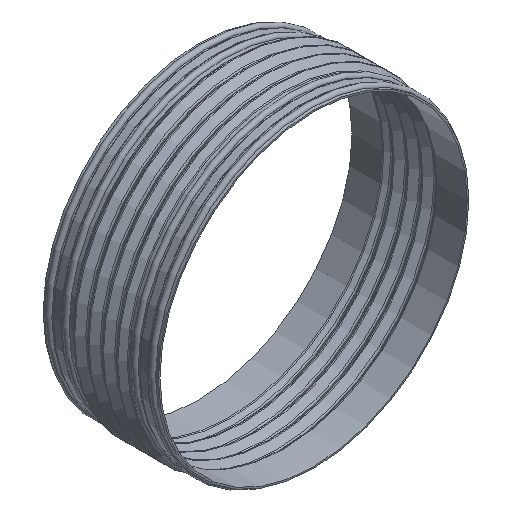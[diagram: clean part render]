
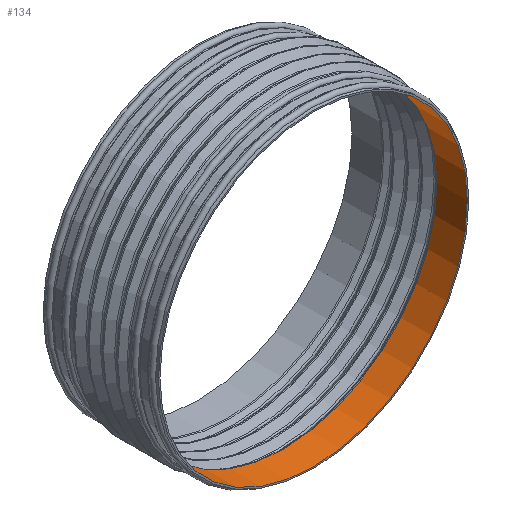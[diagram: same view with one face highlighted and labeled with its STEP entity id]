
A CAD part, isometric view. The second image highlights one B-rep face of the part: STEP entity #134.
In plain terms, the highlighted cylindrical face has radius 200 mm (diameter 400 mm), a full revolution.
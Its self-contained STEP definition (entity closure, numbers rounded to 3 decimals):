
#134 = ADVANCED_FACE( '', ( #348, #349 ), #350, .F. );
#348 = FACE_OUTER_BOUND( '', #695, .T. );
#349 = FACE_OUTER_BOUND( '', #696, .T. );
#350 = CYLINDRICAL_SURFACE( '', #697, 200. );
#695 = EDGE_LOOP( '', ( #1081 ) );
#696 = EDGE_LOOP( '', ( #1082 ) );
#697 = AXIS2_PLACEMENT_3D( '', #1083, #1084, #1085 );
#1081 = ORIENTED_EDGE( '', *, *, #1767, .T. );
#1082 = ORIENTED_EDGE( '', *, *, #1768, .F. );
#1083 = CARTESIAN_POINT( '', ( 0., 0., 0. ) );
#1084 = DIRECTION( '', ( 0., 1., 0. ) );
#1085 = DIRECTION( '', ( 0., 0., -1. ) );
#1767 = EDGE_CURVE( '', #2074, #2074, #2075, .T. );
#1768 = EDGE_CURVE( '', #2076, #2076, #2077, .T. );
#2074 = VERTEX_POINT( '', #2488 );
#2075 = CIRCLE( '', #2489, 200. );
#2076 = VERTEX_POINT( '', #2490 );
#2077 = CIRCLE( '', #2491, 200. );
#2488 = CARTESIAN_POINT( '', ( 0., 0., -200. ) );
#2489 = AXIS2_PLACEMENT_3D( '', #2921, #2922, #2923 );
#2490 = CARTESIAN_POINT( '', ( 0., 39.5, -200. ) );
#2491 = AXIS2_PLACEMENT_3D( '', #2924, #2925, #2926 );
#2921 = CARTESIAN_POINT( '', ( 0., 0., 0. ) );
#2922 = DIRECTION( '', ( 0., -1., 0. ) );
#2923 = DIRECTION( '', ( 0., 0., -1. ) );
#2924 = CARTESIAN_POINT( '', ( 0., 39.5, 0. ) );
#2925 = DIRECTION( '', ( 0., -1., 0. ) );
#2926 = DIRECTION( '', ( 0., 0., -1. ) );
